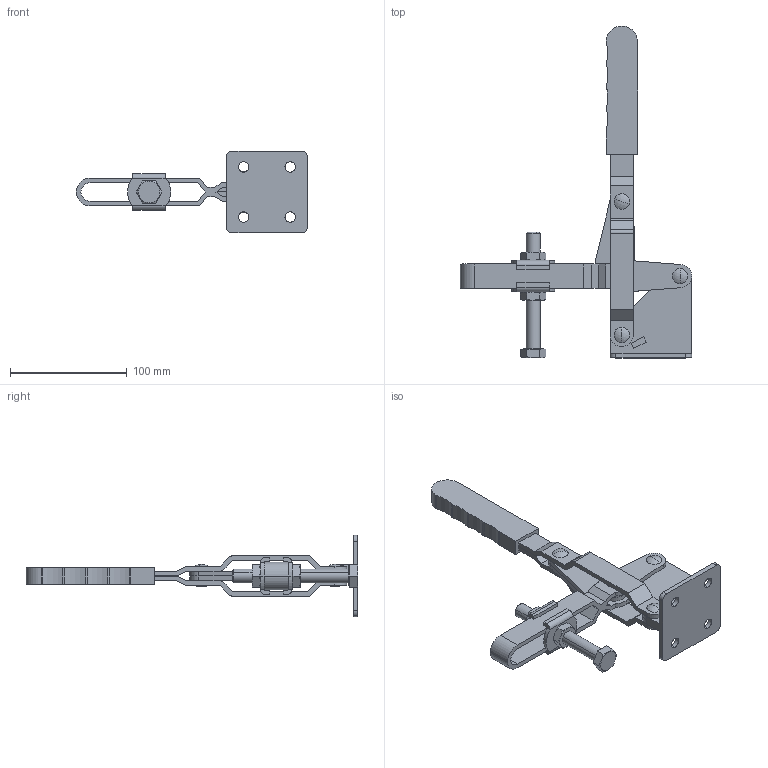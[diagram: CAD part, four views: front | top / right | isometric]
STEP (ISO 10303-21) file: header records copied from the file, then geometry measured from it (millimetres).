
FILE_DESCRIPTION (( 'STEP AP214' ), '1' );
FILE_NAME ('GH-101-H(Â²¤Æ).STEP', '2020-05-15T01:45:17', ( 'LinWei' ), ( '' ), 'SwSTEP 2.0', 'SolidWorks 2016', '' );
FILE_SCHEMA (( 'AUTOMOTIVE_DESIGN' ));
Length unit declared in the file: millimetre
Products named in the file (6): Group5^GH-101-H(簡化); Group4^GH-101-H(簡化); Group3^GH-101-H(簡化); Group2^GH-101-H(簡化); Group1^GH-101-H(簡化); GH-101-H(簡化)
Assembly tree (5 placements, depth 2):
  GH-101-H(簡化)
    Group1^GH-101-H(簡化)
    Group2^GH-101-H(簡化)
    Group3^GH-101-H(簡化)
    Group4^GH-101-H(簡化)
    Group5^GH-101-H(簡化)
Bounding box: 198.5 x 284.8 x 70 mm (x, y, z)
Volume: 191417.2 mm3; surface area: 82794.6 mm2
Topology: 5 solids, 5 shells, 279 faces, 718 edges, 468 vertices
Faces by surface type: plane 141, cylinder 102, cone 28, sphere 8
Entity records: 10042 total; most frequent: CARTESIAN_POINT 1909, DIRECTION 1463, ORIENTED_EDGE 1436, EDGE_CURVE 718, AXIS2_PLACEMENT_3D 530, VERTEX_POINT 468, VECTOR 403, LINE 403
